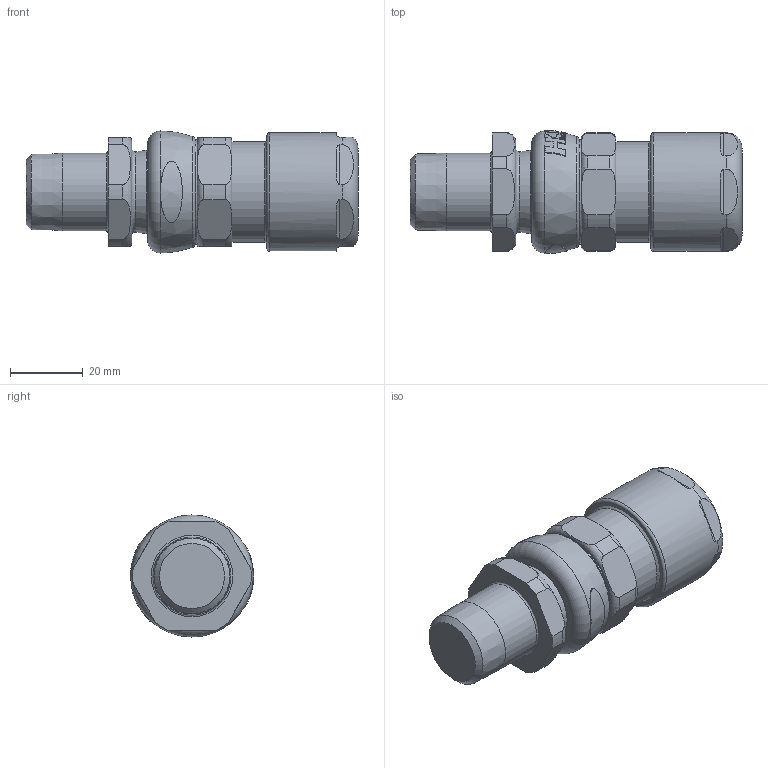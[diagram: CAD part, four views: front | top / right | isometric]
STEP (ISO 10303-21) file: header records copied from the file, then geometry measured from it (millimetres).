
FILE_DESCRIPTION(/* description */ (''),/* implementation_level */ '2;1');
FILE_NAME(/* name */ '453_UNIV_X A_1_2_NPT.stp',/* time_stamp */ '2021-05-19T16:55:59+05:00',/* author */ ('vinaykumark'),/* organization */ (''),/* preprocessor_version */ 'ST-DEVELOPER v18',/* originating_system */ 'Autodesk Inventor 2020',/* authorisation */ '');
FILE_SCHEMA (('AUTOMOTIVE_DESIGN { 1 0 10303 214 3 1 1 }'));
Length unit declared in the file: inch
Products named in the file (1): 453_UNIV_X A_1_2_NPT
Bounding box: 91.06 x 33.8 x 33.5 mm (x, y, z)
Volume: 92197.4 mm3; surface area: 30924.3 mm2
Topology: 11 solids, 11 shells, 753 faces, 2062 edges, 1361 vertices
Faces by surface type: plane 291, cylinder 148, cone 139, torus 89, bspline 86
Full cylindrical faces by diameter (mm): 8.5 x1, 14.9 x1, 16.2 x1, 17 x3, 18.7 x1, 19.308 x1, 19.5 x1, 20.9 x1, 21.34 x1, 21.5 x1, 22.26 x1, 23 x2, 23.26 x1, 23.5 x1, 24.5 x1, 25.32 x1, 27.7 x1, 28.55 x1, 30 x2, 32.5 x1
Entity records: 28391 total; most frequent: CARTESIAN_POINT 9933, ORIENTED_EDGE 4124, DIRECTION 3351, EDGE_CURVE 2062, AXIS2_PLACEMENT_3D 1383, VERTEX_POINT 1361, EDGE_LOOP 787, FACE_OUTER_BOUND 753
